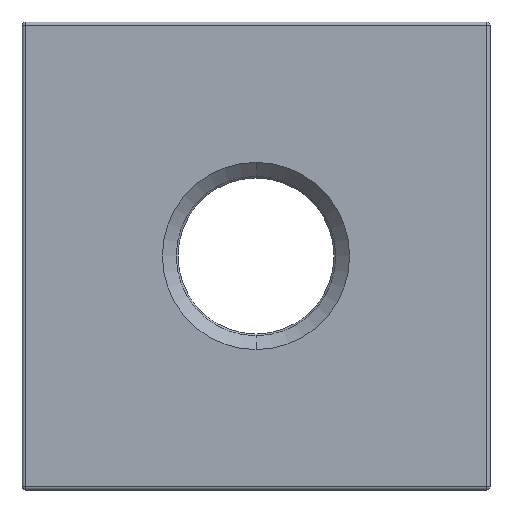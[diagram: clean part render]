
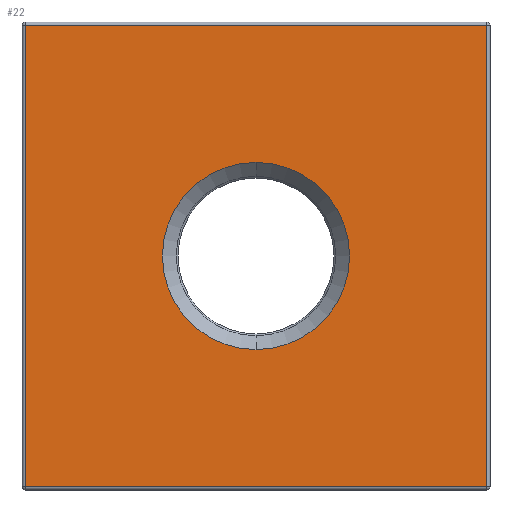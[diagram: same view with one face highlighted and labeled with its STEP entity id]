
A CAD part, front view. The second image highlights one B-rep face of the part: STEP entity #22.
In plain terms, the highlighted planar face has unit normal (0, -1, 0).
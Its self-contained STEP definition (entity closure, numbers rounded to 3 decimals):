
#22 = ADVANCED_FACE ( 'NONE', ( #48, #750 ), #954, .F. ) ;
#48 = FACE_OUTER_BOUND ( 'NONE', #736, .T. ) ;
#60 = ORIENTED_EDGE ( 'NONE', *, *, #505, .T. ) ;
#70 = VECTOR ( 'NONE', #914, 1000. ) ;
#98 = VERTEX_POINT ( 'NONE', #319 ) ;
#137 = CARTESIAN_POINT ( 'NONE',  ( 0., -1.5, -7.4 ) ) ;
#150 = DIRECTION ( 'NONE',  ( 0., 0., 1. ) ) ;
#157 = ORIENTED_EDGE ( 'NONE', *, *, #970, .T. ) ;
#164 = VECTOR ( 'NONE', #870, 1000. ) ;
#184 = CARTESIAN_POINT ( 'NONE',  ( -7.4, -1.5, 0. ) ) ;
#210 = CARTESIAN_POINT ( 'NONE',  ( -7.4, -1.5, -7.4 ) ) ;
#213 = DIRECTION ( 'NONE',  ( 0., 1., 0. ) ) ;
#214 = VECTOR ( 'NONE', #266, 1000. ) ;
#222 = EDGE_CURVE ( 'NONE', #940, #706, #281, .T. ) ;
#266 = DIRECTION ( 'NONE',  ( 0., 0., -1. ) ) ;
#270 = CARTESIAN_POINT ( 'NONE',  ( 7.4, -1.5, 0. ) ) ;
#272 = VERTEX_POINT ( 'NONE', #594 ) ;
#281 = LINE ( 'NONE', #270, #70 ) ;
#288 = CARTESIAN_POINT ( 'NONE',  ( 0., -1.5, 3. ) ) ;
#298 = ORIENTED_EDGE ( 'NONE', *, *, #987, .T. ) ;
#300 = ORIENTED_EDGE ( 'NONE', *, *, #962, .T. ) ;
#319 = CARTESIAN_POINT ( 'NONE',  ( -7.4, -1.5, 7.4 ) ) ;
#346 = DIRECTION ( 'NONE',  ( 0., 1., 0. ) ) ;
#353 = VERTEX_POINT ( 'NONE', #288 ) ;
#396 = DIRECTION ( 'NONE',  ( 1., 0., 0. ) ) ;
#400 = AXIS2_PLACEMENT_3D ( 'NONE', #960, #213, #464 ) ;
#421 = ORIENTED_EDGE ( 'NONE', *, *, #222, .T. ) ;
#464 = DIRECTION ( 'NONE',  ( 0., 0., 1. ) ) ;
#505 = EDGE_CURVE ( 'NONE', #272, #353, #772, .T. ) ;
#558 = CARTESIAN_POINT ( 'NONE',  ( 7.4, -1.5, 7.4 ) ) ;
#572 = VECTOR ( 'NONE', #396, 1000. ) ;
#594 = CARTESIAN_POINT ( 'NONE',  ( 0., -1.5, -3. ) ) ;
#624 = CARTESIAN_POINT ( 'NONE',  ( 7.4, -1.5, -7.4 ) ) ;
#639 = CARTESIAN_POINT ( 'NONE',  ( 0., -1.5, 0. ) ) ;
#648 = AXIS2_PLACEMENT_3D ( 'NONE', #639, #803, #150 ) ;
#706 = VERTEX_POINT ( 'NONE', #558 ) ;
#714 = LINE ( 'NONE', #184, #214 ) ;
#736 = EDGE_LOOP ( 'NONE', ( #300, #965, #298, #421 ) ) ;
#745 = LINE ( 'NONE', #806, #164 ) ;
#748 = EDGE_CURVE ( 'NONE', #98, #873, #714, .T. ) ;
#750 = FACE_BOUND ( 'NONE', #879, .T. ) ;
#772 = CIRCLE ( 'NONE', #860, 3. ) ;
#803 = DIRECTION ( 'NONE',  ( 0., 1., 0. ) ) ;
#806 = CARTESIAN_POINT ( 'NONE',  ( 0., -1.5, 7.4 ) ) ;
#836 = CARTESIAN_POINT ( 'NONE',  ( 0., -1.5, 0. ) ) ;
#841 = DIRECTION ( 'NONE',  ( 0., 0., 1. ) ) ;
#860 = AXIS2_PLACEMENT_3D ( 'NONE', #836, #346, #841 ) ;
#870 = DIRECTION ( 'NONE',  ( -1., 0., 0. ) ) ;
#873 = VERTEX_POINT ( 'NONE', #210 ) ;
#879 = EDGE_LOOP ( 'NONE', ( #60, #157 ) ) ;
#905 = LINE ( 'NONE', #137, #572 ) ;
#914 = DIRECTION ( 'NONE',  ( 0., 0., 1. ) ) ;
#940 = VERTEX_POINT ( 'NONE', #624 ) ;
#954 = PLANE ( 'NONE',  #648 ) ;
#960 = CARTESIAN_POINT ( 'NONE',  ( 0., -1.5, 0. ) ) ;
#962 = EDGE_CURVE ( 'NONE', #706, #98, #745, .T. ) ;
#965 = ORIENTED_EDGE ( 'NONE', *, *, #748, .T. ) ;
#970 = EDGE_CURVE ( 'NONE', #353, #272, #1062, .T. ) ;
#987 = EDGE_CURVE ( 'NONE', #873, #940, #905, .T. ) ;
#1062 = CIRCLE ( 'NONE', #400, 3. ) ;
